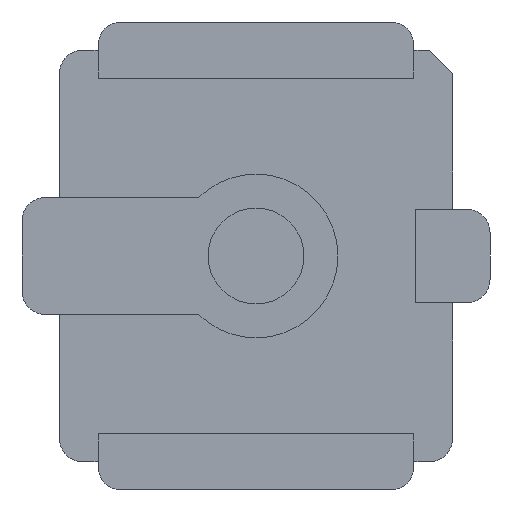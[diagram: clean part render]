
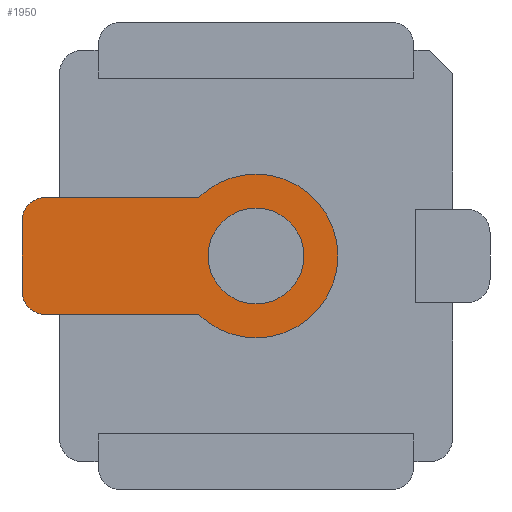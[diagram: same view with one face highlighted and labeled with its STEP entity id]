
A CAD part, front view. The second image highlights one B-rep face of the part: STEP entity #1950.
In plain terms, the highlighted planar face has unit normal (0, -1, 0).
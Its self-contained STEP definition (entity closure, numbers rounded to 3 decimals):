
#10 = CARTESIAN_POINT ( 'NONE',  ( 0., -0.05, 0. ) ) ;
#43 = CARTESIAN_POINT ( 'NONE',  ( -1., -0.05, -0.15 ) ) ;
#85 = DIRECTION ( 'NONE',  ( 0., 0., 1. ) ) ;
#107 = ORIENTED_EDGE ( 'NONE', *, *, #512, .T. ) ;
#148 = EDGE_CURVE ( 'NONE', #174, #958, #712, .T. ) ;
#174 = VERTEX_POINT ( 'NONE', #1962 ) ;
#232 = PLANE ( 'NONE',  #444 ) ;
#242 = DIRECTION ( 'NONE',  ( 0., 0., -1. ) ) ;
#258 = VERTEX_POINT ( 'NONE', #271 ) ;
#271 = CARTESIAN_POINT ( 'NONE',  ( -0.9, -0.05, 0.25 ) ) ;
#274 = EDGE_CURVE ( 'NONE', #258, #1148, #1850, .T. ) ;
#343 = EDGE_CURVE ( 'NONE', #1239, #1496, #2485, .T. ) ;
#350 = ORIENTED_EDGE ( 'NONE', *, *, #148, .T. ) ;
#356 = CARTESIAN_POINT ( 'NONE',  ( 0., -0.05, 0. ) ) ;
#387 = ORIENTED_EDGE ( 'NONE', *, *, #2579, .F. ) ;
#403 = CARTESIAN_POINT ( 'NONE',  ( -1., -0.05, 0.15 ) ) ;
#414 = AXIS2_PLACEMENT_3D ( 'NONE', #356, #1906, #1013 ) ;
#431 = CARTESIAN_POINT ( 'NONE',  ( 0., -0.05, 0. ) ) ;
#444 = AXIS2_PLACEMENT_3D ( 'NONE', #10, #1281, #242 ) ;
#512 = EDGE_CURVE ( 'NONE', #729, #174, #1756, .T. ) ;
#671 = CARTESIAN_POINT ( 'NONE',  ( -0.245, -0.05, 0.25 ) ) ;
#712 = CIRCLE ( 'NONE', #756, 0.35 ) ;
#729 = VERTEX_POINT ( 'NONE', #2209 ) ;
#756 = AXIS2_PLACEMENT_3D ( 'NONE', #810, #1674, #2773 ) ;
#763 = ORIENTED_EDGE ( 'NONE', *, *, #343, .F. ) ;
#777 = AXIS2_PLACEMENT_3D ( 'NONE', #1471, #1699, #2537 ) ;
#779 = CARTESIAN_POINT ( 'NONE',  ( 0., -0.05, -0.205 ) ) ;
#810 = CARTESIAN_POINT ( 'NONE',  ( 0., -0.05, 0. ) ) ;
#825 = CARTESIAN_POINT ( 'NONE',  ( 0., -0.05, 0. ) ) ;
#852 = CARTESIAN_POINT ( 'NONE',  ( 0., -0.05, -0.25 ) ) ;
#874 = DIRECTION ( 'NONE',  ( 0., -1., 0. ) ) ;
#906 = LINE ( 'NONE', #1784, #1791 ) ;
#927 = DIRECTION ( 'NONE',  ( 0., 0., -1. ) ) ;
#946 = EDGE_CURVE ( 'NONE', #258, #958, #1529, .T. ) ;
#958 = VERTEX_POINT ( 'NONE', #671 ) ;
#1013 = DIRECTION ( 'NONE',  ( 0., 0., -1. ) ) ;
#1069 = FACE_OUTER_BOUND ( 'NONE', #1456, .T. ) ;
#1071 = VERTEX_POINT ( 'NONE', #1793 ) ;
#1072 = AXIS2_PLACEMENT_3D ( 'NONE', #2068, #1444, #2112 ) ;
#1092 = DIRECTION ( 'NONE',  ( 0., 0., -1. ) ) ;
#1148 = VERTEX_POINT ( 'NONE', #403 ) ;
#1188 = ORIENTED_EDGE ( 'NONE', *, *, #1611, .T. ) ;
#1198 = ORIENTED_EDGE ( 'NONE', *, *, #1651, .T. ) ;
#1239 = VERTEX_POINT ( 'NONE', #779 ) ;
#1248 = ORIENTED_EDGE ( 'NONE', *, *, #2174, .T. ) ;
#1281 = DIRECTION ( 'NONE',  ( 0., -1., 0. ) ) ;
#1307 = DIRECTION ( 'NONE',  ( 0., 0., -1. ) ) ;
#1367 = VERTEX_POINT ( 'NONE', #2699 ) ;
#1444 = DIRECTION ( 'NONE',  ( 0., -1., 0. ) ) ;
#1456 = EDGE_LOOP ( 'NONE', ( #387, #1248, #1198, #1188, #107, #350, #2590, #2052 ) ) ;
#1471 = CARTESIAN_POINT ( 'NONE',  ( -0.9, -0.05, -0.15 ) ) ;
#1496 = VERTEX_POINT ( 'NONE', #2334 ) ;
#1501 = VECTOR ( 'NONE', #1717, 1000. ) ;
#1529 = LINE ( 'NONE', #2153, #1934 ) ;
#1588 = CARTESIAN_POINT ( 'NONE',  ( 0., -0.05, 0. ) ) ;
#1611 = EDGE_CURVE ( 'NONE', #1367, #729, #2363, .T. ) ;
#1651 = EDGE_CURVE ( 'NONE', #1071, #1367, #1946, .T. ) ;
#1674 = DIRECTION ( 'NONE',  ( 0., -1., 0. ) ) ;
#1699 = DIRECTION ( 'NONE',  ( 0., -1., 0. ) ) ;
#1717 = DIRECTION ( 'NONE',  ( 1., 0., 0. ) ) ;
#1756 = CIRCLE ( 'NONE', #2132, 0.35 ) ;
#1784 = CARTESIAN_POINT ( 'NONE',  ( -1., -0.05, 0. ) ) ;
#1791 = VECTOR ( 'NONE', #85, 1000. ) ;
#1793 = CARTESIAN_POINT ( 'NONE',  ( -0.9, -0.05, -0.25 ) ) ;
#1833 = DIRECTION ( 'NONE',  ( 0., -1., 0. ) ) ;
#1850 = CIRCLE ( 'NONE', #1072, 0.1 ) ;
#1906 = DIRECTION ( 'NONE',  ( 0., -1., 0. ) ) ;
#1927 = EDGE_CURVE ( 'NONE', #1496, #1239, #1932, .T. ) ;
#1932 = CIRCLE ( 'NONE', #2026, 0.205 ) ;
#1934 = VECTOR ( 'NONE', #2618, 1000. ) ;
#1944 = FACE_BOUND ( 'NONE', #2161, .T. ) ;
#1946 = LINE ( 'NONE', #852, #1501 ) ;
#1950 = ADVANCED_FACE ( 'NONE', ( #1069, #1944 ), #232, .T. ) ;
#1962 = CARTESIAN_POINT ( 'NONE',  ( 0., -0.05, 0.35 ) ) ;
#2026 = AXIS2_PLACEMENT_3D ( 'NONE', #825, #2599, #1092 ) ;
#2052 = ORIENTED_EDGE ( 'NONE', *, *, #274, .T. ) ;
#2068 = CARTESIAN_POINT ( 'NONE',  ( -0.9, -0.05, 0.15 ) ) ;
#2112 = DIRECTION ( 'NONE',  ( 0., 0., -1. ) ) ;
#2132 = AXIS2_PLACEMENT_3D ( 'NONE', #1588, #1833, #927 ) ;
#2146 = ORIENTED_EDGE ( 'NONE', *, *, #1927, .F. ) ;
#2153 = CARTESIAN_POINT ( 'NONE',  ( 0., -0.05, 0.25 ) ) ;
#2161 = EDGE_LOOP ( 'NONE', ( #2146, #763 ) ) ;
#2174 = EDGE_CURVE ( 'NONE', #2538, #1071, #2512, .T. ) ;
#2209 = CARTESIAN_POINT ( 'NONE',  ( 0., -0.05, -0.35 ) ) ;
#2334 = CARTESIAN_POINT ( 'NONE',  ( 0., -0.05, 0.205 ) ) ;
#2363 = CIRCLE ( 'NONE', #2627, 0.35 ) ;
#2485 = CIRCLE ( 'NONE', #414, 0.205 ) ;
#2512 = CIRCLE ( 'NONE', #777, 0.1 ) ;
#2537 = DIRECTION ( 'NONE',  ( 0., 0., -1. ) ) ;
#2538 = VERTEX_POINT ( 'NONE', #43 ) ;
#2579 = EDGE_CURVE ( 'NONE', #2538, #1148, #906, .T. ) ;
#2590 = ORIENTED_EDGE ( 'NONE', *, *, #946, .F. ) ;
#2599 = DIRECTION ( 'NONE',  ( 0., -1., 0. ) ) ;
#2618 = DIRECTION ( 'NONE',  ( 1., 0., 0. ) ) ;
#2627 = AXIS2_PLACEMENT_3D ( 'NONE', #431, #874, #1307 ) ;
#2699 = CARTESIAN_POINT ( 'NONE',  ( -0.245, -0.05, -0.25 ) ) ;
#2773 = DIRECTION ( 'NONE',  ( 0., 0., -1. ) ) ;
